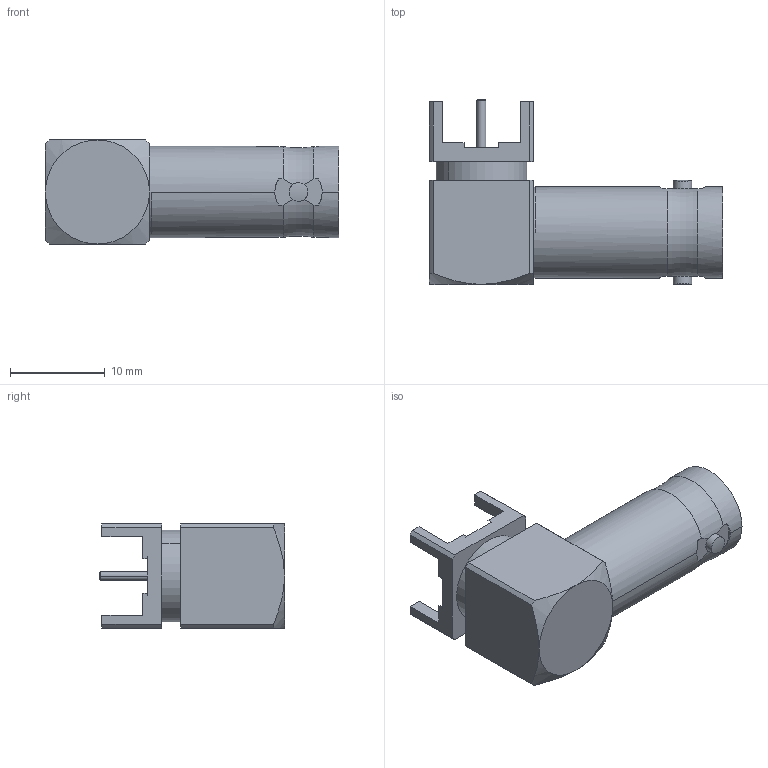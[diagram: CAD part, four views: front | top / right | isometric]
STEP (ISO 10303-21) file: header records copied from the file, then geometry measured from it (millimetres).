
FILE_DESCRIPTION((''),'2;1');
FILE_NAME('112659_SW0001','2017-10-26T',('KARTHIK R'),(''),'CREO PARAMETRIC BY PTC INC, 2017020','CREO PARAMETRIC BY PTC INC, 2017020','');
FILE_SCHEMA(('CONFIG_CONTROL_DESIGN'));
Length unit declared in the file: inch
Products named in the file (1): 112659_SW0001
Bounding box: 31 x 19.57 x 11 mm (x, y, z)
Volume: 2761 mm3; surface area: 2076.9 mm2
Topology: 1 solids, 1 shells, 124 faces, 320 edges, 207 vertices
Faces by surface type: plane 60, cylinder 44, cone 18, torus 2
Entity records: 4096 total; most frequent: CARTESIAN_POINT 1003, DIRECTION 646, ORIENTED_EDGE 636, EDGE_CURVE 318, AXIS2_PLACEMENT_3D 244, VERTEX_POINT 207, VECTOR 158, LINE 158
